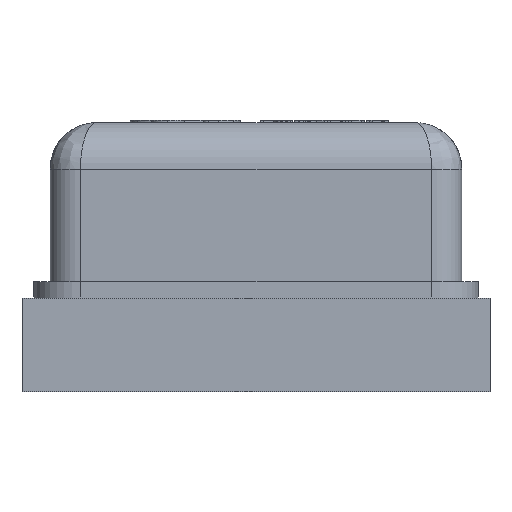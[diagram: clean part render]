
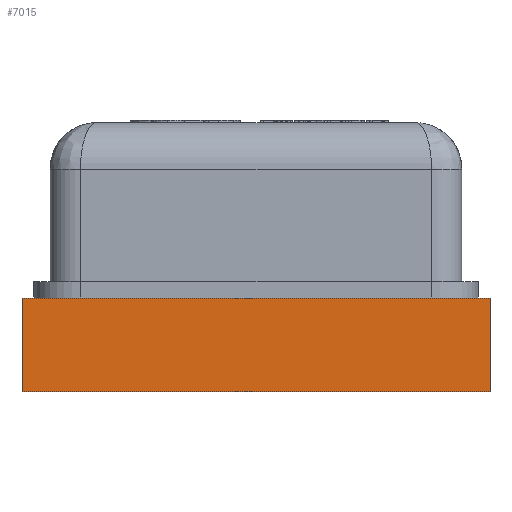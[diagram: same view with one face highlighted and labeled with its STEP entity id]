
A CAD part, front view. The second image highlights one B-rep face of the part: STEP entity #7015.
In plain terms, the highlighted planar face has unit normal (0, -1, 0).
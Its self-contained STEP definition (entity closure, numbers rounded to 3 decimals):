
#799 = FACE_OUTER_BOUND ( 'NONE', #6922, .T. ) ;
#847 = CARTESIAN_POINT ( 'NONE',  ( -1., -2., 0. ) ) ;
#1549 = CARTESIAN_POINT ( 'NONE',  ( -1., -2., 0.4 ) ) ;
#2018 = PLANE ( 'NONE',  #10137 ) ;
#2083 = DIRECTION ( 'NONE',  ( 0., 1., 0. ) ) ;
#2995 = CARTESIAN_POINT ( 'NONE',  ( -1., -2., 0. ) ) ;
#3607 = ORIENTED_EDGE ( 'NONE', *, *, #6222, .F. ) ;
#3953 = LINE ( 'NONE', #2995, #4198 ) ;
#4198 = VECTOR ( 'NONE', #13646, 1000. ) ;
#4909 = CARTESIAN_POINT ( 'NONE',  ( 1., -2., 0.4 ) ) ;
#5126 = LINE ( 'NONE', #4909, #5739 ) ;
#5185 = ORIENTED_EDGE ( 'NONE', *, *, #9233, .T. ) ;
#5739 = VECTOR ( 'NONE', #9206, 1000. ) ;
#5855 = VECTOR ( 'NONE', #8080, 1000. ) ;
#6222 = EDGE_CURVE ( 'NONE', #12347, #6371, #13284, .T. ) ;
#6371 = VERTEX_POINT ( 'NONE', #8715 ) ;
#6922 = EDGE_LOOP ( 'NONE', ( #12189, #8094, #3607, #5185 ) ) ;
#7015 = ADVANCED_FACE ( 'NONE', ( #799 ), #2018, .F. ) ;
#7037 = DIRECTION ( 'NONE',  ( 0., 0., -1. ) ) ;
#7111 = CARTESIAN_POINT ( 'NONE',  ( -1., -2., 0.4 ) ) ;
#7173 = LINE ( 'NONE', #10506, #9058 ) ;
#8080 = DIRECTION ( 'NONE',  ( 1., 0., 0. ) ) ;
#8094 = ORIENTED_EDGE ( 'NONE', *, *, #12155, .F. ) ;
#8476 = CARTESIAN_POINT ( 'NONE',  ( 1., -2., 0. ) ) ;
#8715 = CARTESIAN_POINT ( 'NONE',  ( 1., -2., 0.4 ) ) ;
#9058 = VECTOR ( 'NONE', #7037, 1000. ) ;
#9206 = DIRECTION ( 'NONE',  ( 0., 0., -1. ) ) ;
#9233 = EDGE_CURVE ( 'NONE', #12347, #10254, #7173, .T. ) ;
#9998 = VERTEX_POINT ( 'NONE', #8476 ) ;
#10137 = AXIS2_PLACEMENT_3D ( 'NONE', #11711, #2083, #12805 ) ;
#10254 = VERTEX_POINT ( 'NONE', #847 ) ;
#10506 = CARTESIAN_POINT ( 'NONE',  ( -1., -2., 0.4 ) ) ;
#11125 = EDGE_CURVE ( 'NONE', #10254, #9998, #3953, .T. ) ;
#11711 = CARTESIAN_POINT ( 'NONE',  ( -1., -2., 0.4 ) ) ;
#12155 = EDGE_CURVE ( 'NONE', #6371, #9998, #5126, .T. ) ;
#12189 = ORIENTED_EDGE ( 'NONE', *, *, #11125, .T. ) ;
#12347 = VERTEX_POINT ( 'NONE', #1549 ) ;
#12805 = DIRECTION ( 'NONE',  ( 0., 0., 1. ) ) ;
#13284 = LINE ( 'NONE', #7111, #5855 ) ;
#13646 = DIRECTION ( 'NONE',  ( 1., 0., 0. ) ) ;
